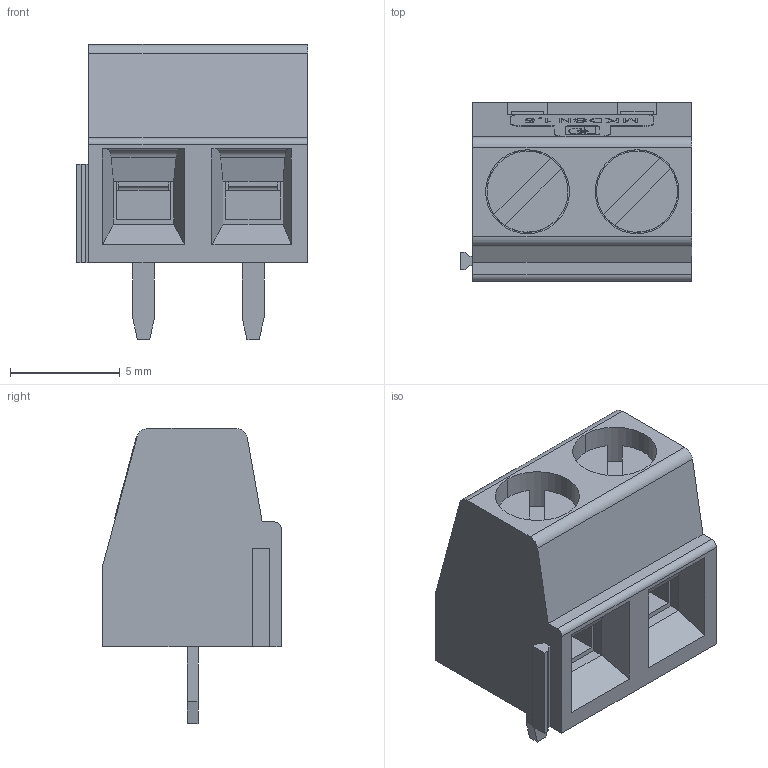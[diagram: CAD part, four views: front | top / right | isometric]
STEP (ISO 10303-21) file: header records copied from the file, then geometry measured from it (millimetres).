
FILE_DESCRIPTION(('STEP AP242'),'1');
FILE_NAME('1729018.stp','2024-10-30T02:01:47',('TraceParts'),('TraceParts S.A.'),'Spatial InterOp 3D',' ',' ');
FILE_SCHEMA(('AP242_MANAGED_MODEL_BASED_3D_ENGINEERING_MIM_LF {1 0 10303 442 1 1 4}'));
Length unit declared in the file: millimetre
Products named in the file (1): 1729018_1
Bounding box: 10.56 x 8.15 x 13.47 mm (x, y, z)
Volume: 509.2 mm3; surface area: 1403.3 mm2
Topology: 7 solids, 7 shells, 519 faces, 1450 edges, 958 vertices
Faces by surface type: plane 449, cylinder 65, extrusion 5
Entity records: 21987 total; most frequent: CARTESIAN_POINT 3173, ORIENTED_EDGE 2900, DIRECTION 2641, EDGE_CURVE 1450, VECTOR 1291, LINE 1286, VERTEX_POINT 958, STYLED_ITEM 736
